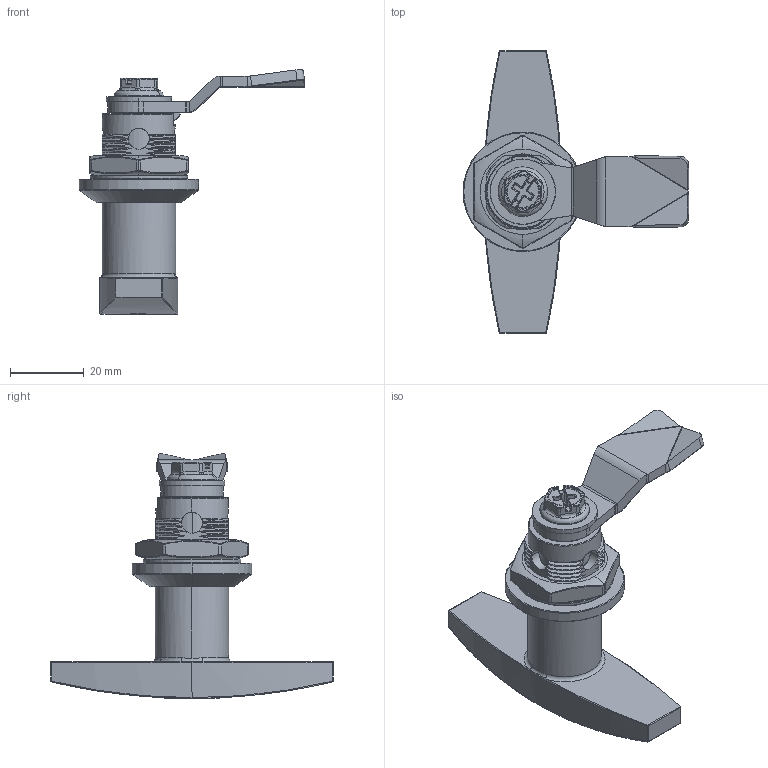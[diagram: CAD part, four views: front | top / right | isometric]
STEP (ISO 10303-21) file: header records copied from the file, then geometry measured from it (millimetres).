
FILE_DESCRIPTION (( 'STEP AP214' ), '1' );
FILE_NAME ('SLS-305-2-MP.STEP', '2018-05-08T05:12:11', ( '' ), ( '' ), 'SwSTEP 2.0', 'SolidWorks 2010', '' );
FILE_SCHEMA (( 'AUTOMOTIVE_DESIGN' ));
Length unit declared in the file: millimetre
Products named in the file (10): 鎖芯; 手柄(附鎖); 基座; SLS-305-2-MP; 六角螺母; 防水墊片; 防水膠圈; M6螺絲; 不鏽鋼華司; DS1B4507-S
Assembly tree (9 placements, depth 2):
  SLS-305-2-MP
    M6螺絲
    防水墊片
    防水膠圈
    鎖芯
    DS1B4507-S
    基座
    手柄(附鎖)
    不鏽鋼華司
    六角螺母
Bounding box: 61.42 x 76.8 x 66.55 mm (x, y, z)
Volume: 33039 mm3; surface area: 19365 mm2
Topology: 9 solids, 9 shells, 896 faces, 2298 edges, 1392 vertices
Faces by surface type: cylinder 316, bspline 233, torus 164, plane 143, sphere 36, cone 4
Entity records: 45034 total; most frequent: CARTESIAN_POINT 25154, ORIENTED_EDGE 4536, DIRECTION 3516, EDGE_CURVE 2268, AXIS2_PLACEMENT_3D 1463, VERTEX_POINT 1391, EDGE_LOOP 917, FACE_OUTER_BOUND 896
